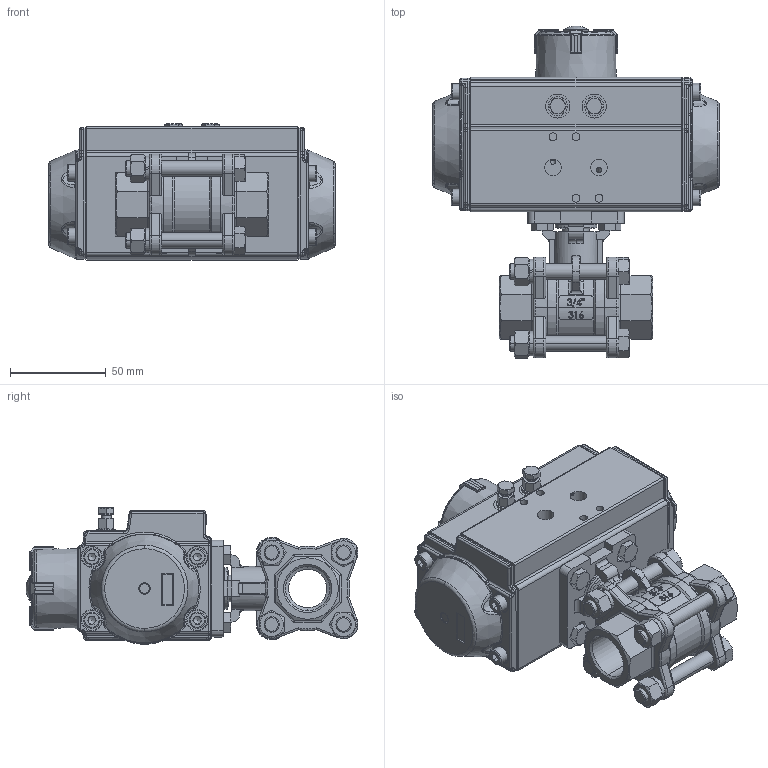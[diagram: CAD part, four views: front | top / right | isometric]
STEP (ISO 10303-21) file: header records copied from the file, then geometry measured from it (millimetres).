
FILE_DESCRIPTION(/* description */ ('Unknown'),/* implementation_level */ '2;1');
FILE_NAME(/* name */ 'PD02 9336-05',/* time_stamp */ '2025-01-15T13:44:33+01:00',/* author */ ('Unknown'),/* organization */ ('Unknown'),/* preprocessor_version */ 'ST-DEVELOPER v19.4',/* originating_system */ 'Solid Edge',/* authorisation */ 'Unknown');
FILE_SCHEMA (('AUTOMOTIVE_DESIGN {1 0 10303 214 3 1 1}'));
Products named in the file (26): PD029336-05; 9336-05_oa_0; Hexagon nuts grade C GB_GB_FASTENER_NUT_SNC1 M8-N; MV-83H-T(J)-DN20; Spring lock washers--Normal type GB_GB_FASTENER_WASHER_SW 8; MV-83H-G(J)-DN20; MV-83H-DD-DN20; MV-83H-LZ-DN20; MV-83H-LM-DN20; MV-83H-FS-DN20; MV-83H-Z-DN20; PD02_PE01; vt50-2016-06-25; hex bolt gradeab_din_ISO 4014 - M5 x 25 x 16-N; huosai50; vt50-2016-06-25 _______MIR; zhou50; VTE50____; plain washers-n series-grade a gb_GB_FASTENER_WASHER_PWNA 5; hex nut gradec_din_Hexagon Nut ISO 4034 - M5 - N; Optische Anzeige; ______; ________(___________; cup head nib bolts with large head gb_GB_FASTENER_BOLT_CHNBW M6X25-N; socket head cap screw_din_DIN 912 M5 x 16 --- 16N; DIN 933 M6x18 A2-70 BLK_EDST
Assembly tree (53 placements, depth 4):
  PD029336-05
    9336-05_oa_0
      Hexagon nuts grade C GB_GB_FASTENER_NUT_SNC1 M8-N  x4
      MV-83H-T(J)-DN20
      Spring lock washers--Normal type GB_GB_FASTENER_WASHER_SW 8  x4
      MV-83H-G(J)-DN20  x2
      MV-83H-DD-DN20  x2
      MV-83H-LZ-DN20  x4
      MV-83H-LM-DN20
      MV-83H-FS-DN20
      MV-83H-Z-DN20
    PD02_PE01
      vt50-2016-06-25
      hex bolt gradeab_din_ISO 4014 - M5 x 25 x 16-N  x2
      huosai50  x2
      vt50-2016-06-25 _______MIR
      zhou50
      VTE50____
      plain washers-n series-grade a gb_GB_FASTENER_WASHER_PWNA 5  x2
      hex nut gradec_din_Hexagon Nut ISO 4034 - M5 - N  x2
      Optische Anzeige
        ______
        ________(___________  x4
        cup head nib bolts with large head gb_GB_FASTENER_BOLT_CHNBW M6X25-N
      socket head cap screw_din_DIN 912 M5 x 16 --- 16N  x8
    DIN 933 M6x18 A2-70 BLK_EDST  x4
Bounding box: 149.4 x 173.05 x 70.92 mm (x, y, z)
Volume: 491381.7 mm3; surface area: 199870.4 mm2
Topology: 50 solids, 50 shells, 3444 faces, 8459 edges, 5227 vertices
Faces by surface type: plane 1189, cylinder 1028, bspline 448, torus 392, cone 358, sphere 29
Full cylindrical faces by diameter (mm): 2.5 x2, 3 x16, 3.3 x8, 4.134 x20, 4.2 x2, 4.66 x1, 4.917 x7, 5 x12, 5.3 x2, 5.5 x1, 6 x5, 6.2 x1, 8 x2, 8.5 x8, 8.566 x2, 10 x8, 11 x1, 11.4 x1, 12 x2, 12.5 x2, 12.9 x1, 13 x12, 13.5 x2, 14 x5, 16.5 x2, 21.2 x1, 21.4 x1, 22.5 x1, 25 x4, 38.5 x1
Entity records: 102166 total; most frequent: CARTESIAN_POINT 48756, ORIENTED_EDGE 11362, DIRECTION 9793, EDGE_CURVE 5681, AXIS2_PLACEMENT_3D 3842, VERTEX_POINT 3720, FACE_BOUND 2909, EDGE_LOOP 2888
